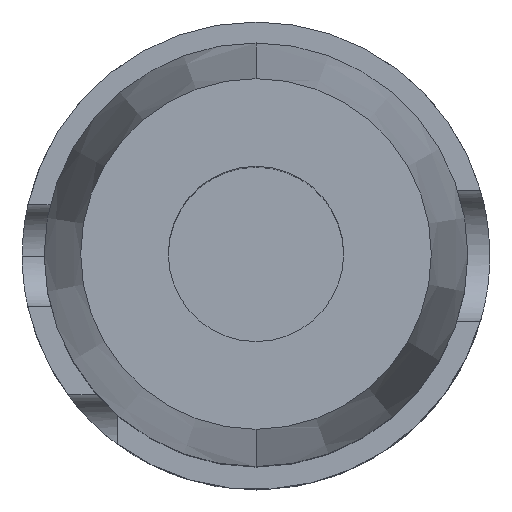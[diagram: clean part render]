
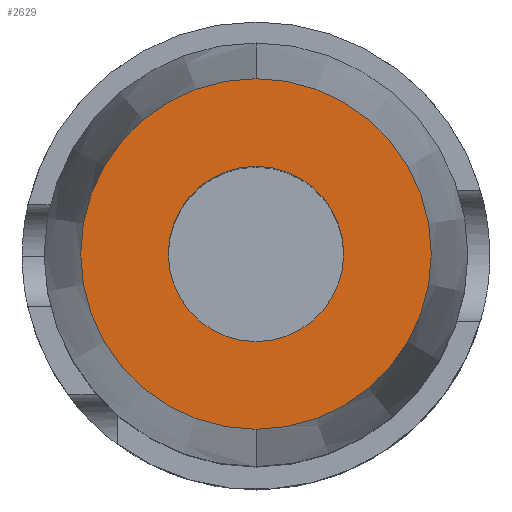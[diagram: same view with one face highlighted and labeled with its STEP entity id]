
A CAD part, top view. The second image highlights one B-rep face of the part: STEP entity #2629.
In plain terms, the highlighted planar face has unit normal (0, 0, 1).
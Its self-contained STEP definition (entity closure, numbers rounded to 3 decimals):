
#46 = DIRECTION ( 'NONE',  ( 0., 1., 0. ) ) ;
#68 = EDGE_CURVE ( 'NONE', #1958, #1918, #694, .T. ) ;
#120 = DIRECTION ( 'NONE',  ( 0., -1., 0. ) ) ;
#142 = DIRECTION ( 'NONE',  ( 0., 0., -1. ) ) ;
#164 = DIRECTION ( 'NONE',  ( 0., 1., 0. ) ) ;
#263 = AXIS2_PLACEMENT_3D ( 'NONE', #1759, #2815, #120 ) ;
#494 = AXIS2_PLACEMENT_3D ( 'NONE', #1382, #1637, #46 ) ;
#568 = CARTESIAN_POINT ( 'NONE',  ( 0., 0., 90. ) ) ;
#645 = CIRCLE ( 'NONE', #1261, 12. ) ;
#694 = CIRCLE ( 'NONE', #2863, 6. ) ;
#786 = EDGE_CURVE ( 'NONE', #2905, #2348, #1687, .T. ) ;
#1016 = EDGE_LOOP ( 'NONE', ( #2990, #1830 ) ) ;
#1071 = CARTESIAN_POINT ( 'NONE',  ( 0., -12., 90. ) ) ;
#1096 = DIRECTION ( 'NONE',  ( 0., 0., -1. ) ) ;
#1210 = EDGE_CURVE ( 'NONE', #2348, #2905, #645, .T. ) ;
#1230 = CARTESIAN_POINT ( 'NONE',  ( 0., 12., 90. ) ) ;
#1261 = AXIS2_PLACEMENT_3D ( 'NONE', #1738, #142, #164 ) ;
#1382 = CARTESIAN_POINT ( 'NONE',  ( 0., 0., 90. ) ) ;
#1555 = DIRECTION ( 'NONE',  ( 0., 1., 0. ) ) ;
#1592 = CIRCLE ( 'NONE', #494, 6. ) ;
#1627 = DIRECTION ( 'NONE',  ( 0., 1., 0. ) ) ;
#1637 = DIRECTION ( 'NONE',  ( 0., 0., -1. ) ) ;
#1687 = CIRCLE ( 'NONE', #2302, 12. ) ;
#1738 = CARTESIAN_POINT ( 'NONE',  ( 0., 0., 90. ) ) ;
#1759 = CARTESIAN_POINT ( 'NONE',  ( 0., 12., 90. ) ) ;
#1830 = ORIENTED_EDGE ( 'NONE', *, *, #3512, .T. ) ;
#1856 = DIRECTION ( 'NONE',  ( 0., 0., -1. ) ) ;
#1918 = VERTEX_POINT ( 'NONE', #3005 ) ;
#1950 = EDGE_LOOP ( 'NONE', ( #2810, #2902 ) ) ;
#1958 = VERTEX_POINT ( 'NONE', #3353 ) ;
#2302 = AXIS2_PLACEMENT_3D ( 'NONE', #3245, #1856, #1555 ) ;
#2348 = VERTEX_POINT ( 'NONE', #1071 ) ;
#2579 = PLANE ( 'NONE',  #263 ) ;
#2629 = ADVANCED_FACE ( 'NONE', ( #2954, #2819 ), #2579, .T. ) ;
#2810 = ORIENTED_EDGE ( 'NONE', *, *, #786, .F. ) ;
#2815 = DIRECTION ( 'NONE',  ( 0., 0., 1. ) ) ;
#2819 = FACE_OUTER_BOUND ( 'NONE', #1950, .T. ) ;
#2863 = AXIS2_PLACEMENT_3D ( 'NONE', #568, #1096, #1627 ) ;
#2902 = ORIENTED_EDGE ( 'NONE', *, *, #1210, .F. ) ;
#2905 = VERTEX_POINT ( 'NONE', #1230 ) ;
#2954 = FACE_BOUND ( 'NONE', #1016, .T. ) ;
#2990 = ORIENTED_EDGE ( 'NONE', *, *, #68, .T. ) ;
#3005 = CARTESIAN_POINT ( 'NONE',  ( 0., -6., 90. ) ) ;
#3245 = CARTESIAN_POINT ( 'NONE',  ( 0., 0., 90. ) ) ;
#3353 = CARTESIAN_POINT ( 'NONE',  ( 0., 6., 90. ) ) ;
#3512 = EDGE_CURVE ( 'NONE', #1918, #1958, #1592, .T. ) ;
